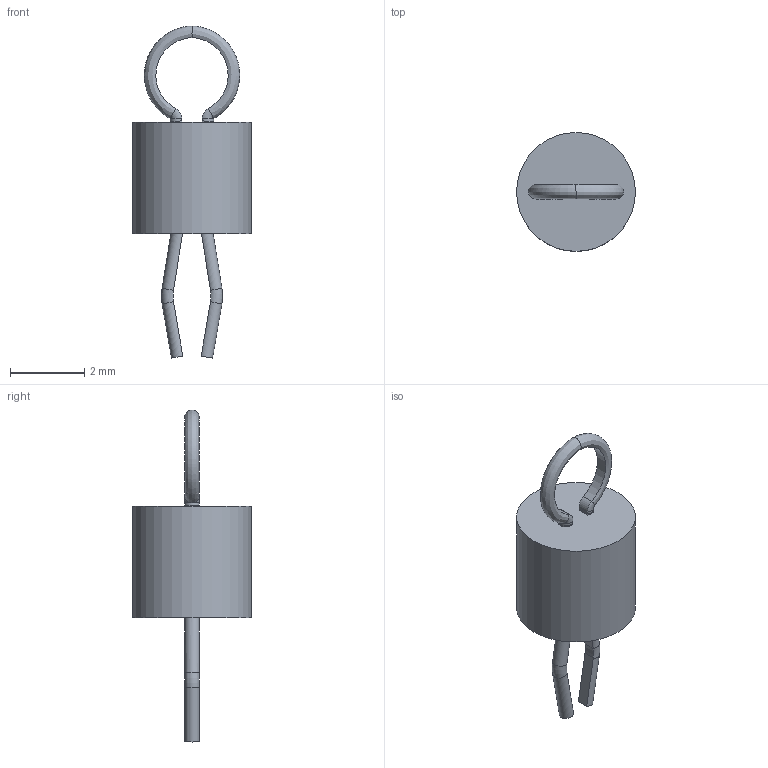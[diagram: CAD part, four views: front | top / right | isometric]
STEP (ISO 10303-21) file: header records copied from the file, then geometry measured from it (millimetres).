
FILE_DESCRIPTION(('CAx-IF Rec.Pracs.---Model Styling and Organization---1.5---2016-08-15','CAx-IF Rec.Pracs.---Geometric and Assembly Validation Properties---4.4---2016-08-17','CAx-IF Rec.Pracs.---User Defined Attributes---1.5---2016-08-15','CAx-IF Rec.Pracs.---External References---2.1---2005-01-19'),'2;1');
FILE_NAME('337014.step','2024-01-09T12:56:26',('Unspecified'),('Unspecified'),'CAD Exchanger 3.10.2 (cadexchanger.com)','Unspecified','');
FILE_SCHEMA(('AUTOMOTIVE_DESIGN { 1 0 10303 214 1 1 1 1 }'));
Length unit declared in the file: millimetre
Products named in the file (1): 5006
Bounding box: 3.2 x 3.2 x 8.94 mm (x, y, z)
Volume: 25.5 mm3; surface area: 61.7 mm2
Topology: 1 solids, 1 shells, 33 faces, 67 edges, 38 vertices
Faces by surface type: cylinder 15, plane 12, torus 4, bspline 2
Full cylindrical faces by diameter (mm): 3.2 x1
Entity records: 1403 total; most frequent: CARTESIAN_POINT 428, DIRECTION 157, ORIENTED_EDGE 134, EDGE_CURVE 67, AXIS2_PLACEMENT_3D 62, VERTEX_POINT 38, FACE_BOUND 37, EDGE_LOOP 37
